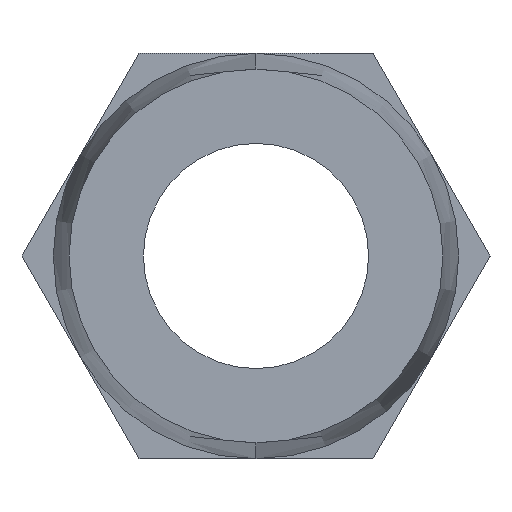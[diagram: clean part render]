
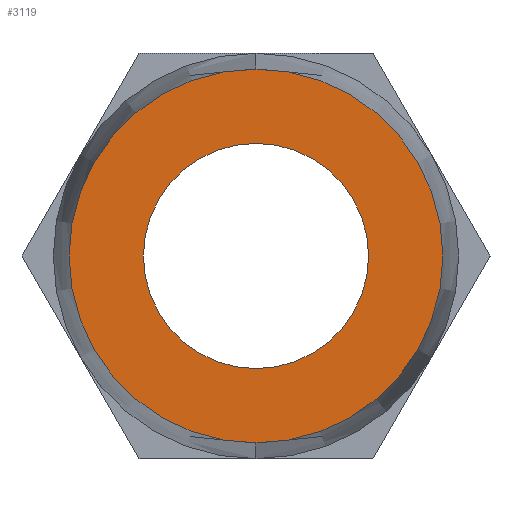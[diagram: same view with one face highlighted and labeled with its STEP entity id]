
A CAD part, left-side view. The second image highlights one B-rep face of the part: STEP entity #3119.
In plain terms, the highlighted planar face has unit normal (-1, 0, 0).
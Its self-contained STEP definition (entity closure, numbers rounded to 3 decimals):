
#354 = FACE_OUTER_BOUND ( 'NONE', #1395, .T. ) ;
#577 = AXIS2_PLACEMENT_3D ( 'NONE', #1195, #4775, #2511 ) ;
#923 = EDGE_CURVE ( 'NONE', #2548, #1628, #5051, .T. ) ;
#1190 = EDGE_CURVE ( 'NONE', #4042, #4718, #3226, .T. ) ;
#1195 = CARTESIAN_POINT ( 'NONE',  ( 0., 0., 0. ) ) ;
#1214 = PLANE ( 'NONE',  #4432 ) ;
#1306 = CARTESIAN_POINT ( 'NONE',  ( 0., 0., 0. ) ) ;
#1395 = EDGE_LOOP ( 'NONE', ( #5638, #3017 ) ) ;
#1488 = CARTESIAN_POINT ( 'NONE',  ( 0., 0., 0. ) ) ;
#1569 = DIRECTION ( 'NONE',  ( -1., 0., 0. ) ) ;
#1628 = VERTEX_POINT ( 'NONE', #4920 ) ;
#1673 = CARTESIAN_POINT ( 'NONE',  ( 0., 0., -2.5 ) ) ;
#2013 = CARTESIAN_POINT ( 'NONE',  ( 0., 0., 4.15 ) ) ;
#2074 = DIRECTION ( 'NONE',  ( 1., 0., 0. ) ) ;
#2147 = CIRCLE ( 'NONE', #3515, 4.15 ) ;
#2502 = FACE_BOUND ( 'NONE', #2576, .T. ) ;
#2511 = DIRECTION ( 'NONE',  ( 0., 0., 1. ) ) ;
#2548 = VERTEX_POINT ( 'NONE', #1673 ) ;
#2576 = EDGE_LOOP ( 'NONE', ( #3463, #4196 ) ) ;
#2595 = AXIS2_PLACEMENT_3D ( 'NONE', #4826, #2654, #5333 ) ;
#2641 = EDGE_CURVE ( 'NONE', #1628, #2548, #4508, .T. ) ;
#2654 = DIRECTION ( 'NONE',  ( 1., 0., 0. ) ) ;
#2874 = EDGE_CURVE ( 'NONE', #4718, #4042, #2147, .T. ) ;
#3017 = ORIENTED_EDGE ( 'NONE', *, *, #2874, .T. ) ;
#3119 = ADVANCED_FACE ( 'NONE', ( #2502, #354 ), #1214, .F. ) ;
#3126 = DIRECTION ( 'NONE',  ( 1., 0., 0. ) ) ;
#3222 = DIRECTION ( 'NONE',  ( 0., 0., 1. ) ) ;
#3226 = CIRCLE ( 'NONE', #577, 4.15 ) ;
#3417 = DIRECTION ( 'NONE',  ( 0., 0., -1. ) ) ;
#3463 = ORIENTED_EDGE ( 'NONE', *, *, #2641, .T. ) ;
#3515 = AXIS2_PLACEMENT_3D ( 'NONE', #1488, #1569, #3222 ) ;
#4042 = VERTEX_POINT ( 'NONE', #5347 ) ;
#4196 = ORIENTED_EDGE ( 'NONE', *, *, #923, .T. ) ;
#4417 = DIRECTION ( 'NONE',  ( 0., 0., -1. ) ) ;
#4432 = AXIS2_PLACEMENT_3D ( 'NONE', #5558, #2074, #3417 ) ;
#4508 = CIRCLE ( 'NONE', #5513, 2.5 ) ;
#4718 = VERTEX_POINT ( 'NONE', #2013 ) ;
#4775 = DIRECTION ( 'NONE',  ( -1., 0., 0. ) ) ;
#4826 = CARTESIAN_POINT ( 'NONE',  ( 0., 0., 0. ) ) ;
#4920 = CARTESIAN_POINT ( 'NONE',  ( 0., 0., 2.5 ) ) ;
#5051 = CIRCLE ( 'NONE', #2595, 2.5 ) ;
#5333 = DIRECTION ( 'NONE',  ( 0., 0., -1. ) ) ;
#5347 = CARTESIAN_POINT ( 'NONE',  ( 0., 0., -4.15 ) ) ;
#5513 = AXIS2_PLACEMENT_3D ( 'NONE', #1306, #3126, #4417 ) ;
#5558 = CARTESIAN_POINT ( 'NONE',  ( 0., 0., 0. ) ) ;
#5638 = ORIENTED_EDGE ( 'NONE', *, *, #1190, .T. ) ;
